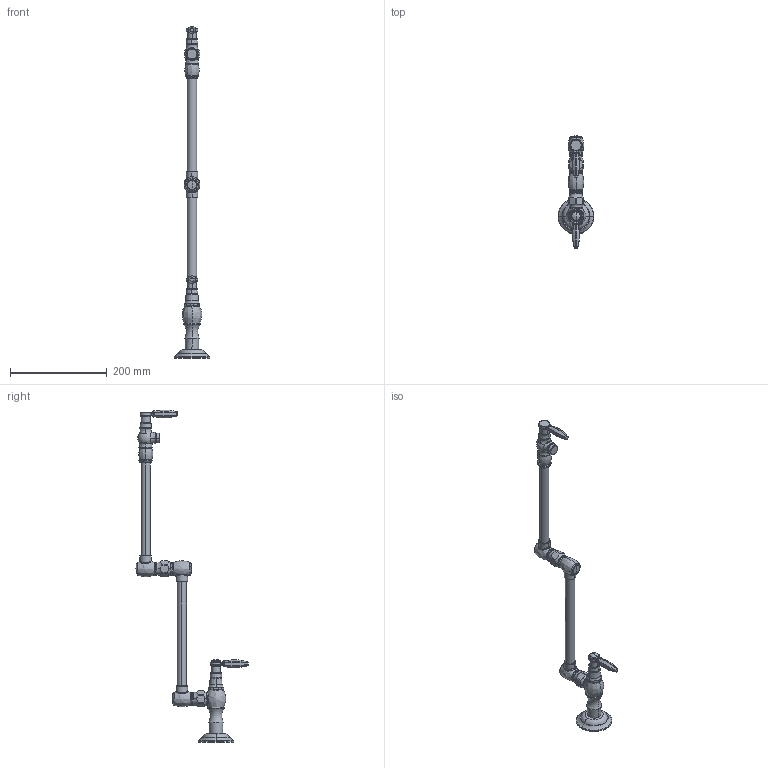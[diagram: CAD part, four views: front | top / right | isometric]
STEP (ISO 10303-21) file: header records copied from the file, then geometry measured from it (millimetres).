
FILE_DESCRIPTION((''),'2;1');
FILE_NAME('1200-5503','2020-12-01T11:09:19',('jinson.thomas'),(''),'CREO PARAMETRIC BY PTC INC, 2018400','CREO PARAMETRIC BY PTC INC, 2018400','');
FILE_SCHEMA(('CONFIG_CONTROL_DESIGN'));
Length unit declared in the file: inch
Products named in the file (1): 1200-5503
Bounding box: 74.17 x 231.16 x 685.17 mm (x, y, z)
Volume: 481277.9 mm3; surface area: 85869.1 mm2
Topology: 1 solids, 1 shells, 472 faces, 1077 edges, 627 vertices
Faces by surface type: bspline 212, torus 99, plane 67, cylinder 58, cone 17, sphere 15, revolution 4
Entity records: 24237 total; most frequent: CARTESIAN_POINT 14864, ORIENTED_EDGE 2138, DIRECTION 1740, EDGE_CURVE 1069, AXIS2_PLACEMENT_3D 822, VERTEX_POINT 627, CIRCLE 566, EDGE_LOOP 500
